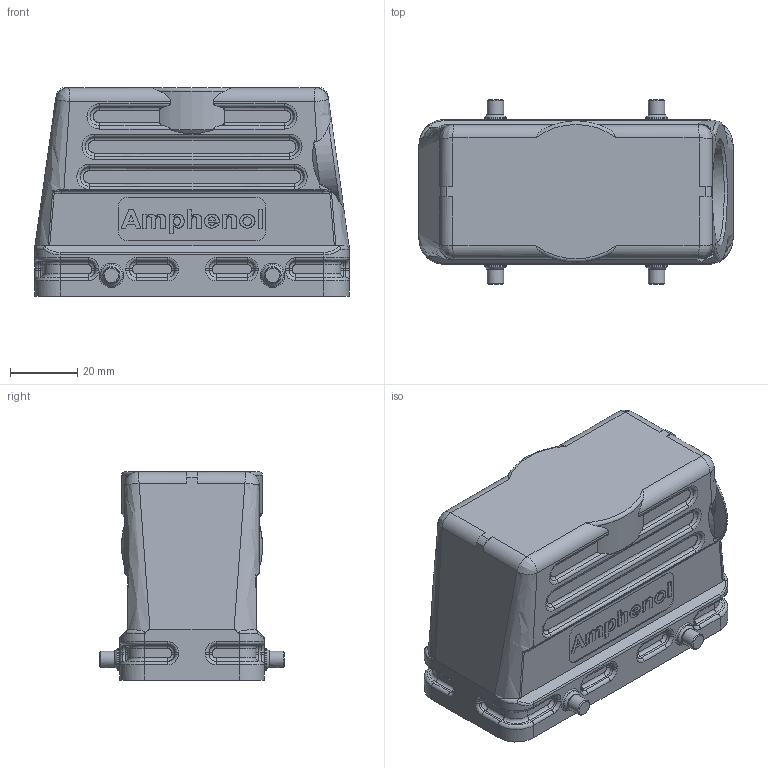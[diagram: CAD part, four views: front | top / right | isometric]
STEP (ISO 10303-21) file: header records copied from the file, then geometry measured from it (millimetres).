
FILE_DESCRIPTION(/* description */ (''),/* implementation_level */ '2;1');
FILE_NAME(/* name */ 'C3D_C146 21R016 500 1.stp',/* time_stamp */ '2021-03-17T13:23:39+01:00',/* author */ (''),/* organization */ (''),/* preprocessor_version */ 'ST-DEVELOPER v16.7',/* originating_system */ 'SIEMENS PLM Software NX 12.0',/* authorisation */ '');
FILE_SCHEMA (('AUTOMOTIVE_DESIGN { 1 0 10303 214 3 1 1 1 }'));
Length unit declared in the file: millimetre
Products named in the file (1): pwoeAB6C3A483yiq
Bounding box: 93.5 x 55 x 62 mm (x, y, z)
Volume: 50317.1 mm3; surface area: 36298.6 mm2
Topology: 1 solids, 1 shells, 687 faces, 1692 edges, 1030 vertices
Faces by surface type: plane 201, bspline 192, cylinder 187, extrusion 66, cone 41
Full cylindrical faces by diameter (mm): 2.5 x4, 4.9 x4, 6.5 x4, 30.38 x1
Entity records: 29373 total; most frequent: CARTESIAN_POINT 10057, ORIENTED_EDGE 3254, DIRECTION 2712, EDGE_CURVE 1627, VERTEX_POINT 1022, AXIS2_PLACEMENT_3D 963, VECTOR 786, EDGE_LOOP 765
